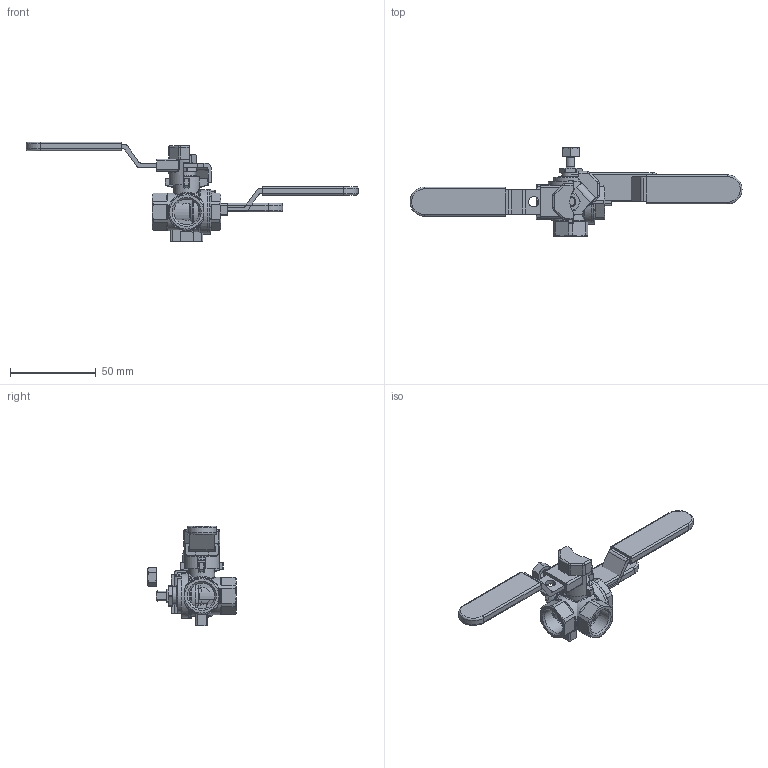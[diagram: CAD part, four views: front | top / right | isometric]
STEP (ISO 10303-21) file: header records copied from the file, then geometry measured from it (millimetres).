
FILE_DESCRIPTION( ( 'Unknown' ), '1' );
FILE_NAME( '9350-03_STEP-KUNDE.stp', 'Unknown', ( 'Unknown' ), ( 'Unknown' ), 'PSStep 13.0', 'Unknown', ' ' );
FILE_SCHEMA( ( 'AUTOMOTIVE_DESIGN { 1 0 10303 214 1 1 1 1 }' ) );
Length unit declared in the file: millimetre
Products named in the file (12): Assem1; Edelstahlgriff-DN10_DN15_DN20; Spindel-Zusammanbau-oa0; 9380__3_8_Zusammenbau-oa1; Stopfbuchse__1_4 - 3_8; Spindel__1_4 - 3_8; Edelstahlgriff_ DN10_DN15_DN20; Schlie_lasche _DN10_DN15_DN20; Edelstahlgriff Ummantelung DN10_DN15_DN20; Einschraubteil__3_8; Körper__3_8; 620-3_8-Mutter.1
Bounding box: 193.77 x 51.5 x 58.25 mm (x, y, z)
Volume: 59229 mm3; surface area: 62291.7 mm2
Topology: 25 solids, 25 shells, 1066 faces, 2605 edges, 1606 vertices
Faces by surface type: plane 410, cylinder 351, cone 142, bspline 75, torus 51, sphere 37
Full cylindrical faces by diameter (mm): 5 x2, 6 x3, 8 x4, 8.1 x4, 8.3 x3, 10 x10, 10.5 x7, 10.647 x6, 12 x4, 14.95 x12, 15 x3, 16 x6, 18.917 x3, 20 x3, 22 x3, 23.2 x3, 26 x6
Entity records: 15254 total; most frequent: CARTESIAN_POINT 4620, DIRECTION 1625, ORIENTED_EDGE 1558, EDGE_CURVE 779, AXIS2_PLACEMENT_3D 651, VERTEX_POINT 500, EDGE_LOOP 415, FACE_OUTER_BOUND 374
